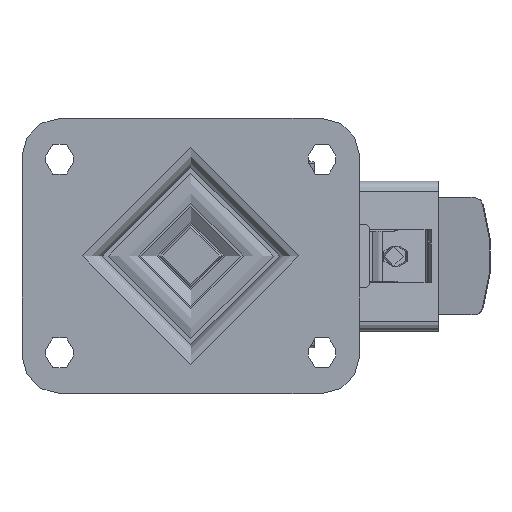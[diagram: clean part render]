
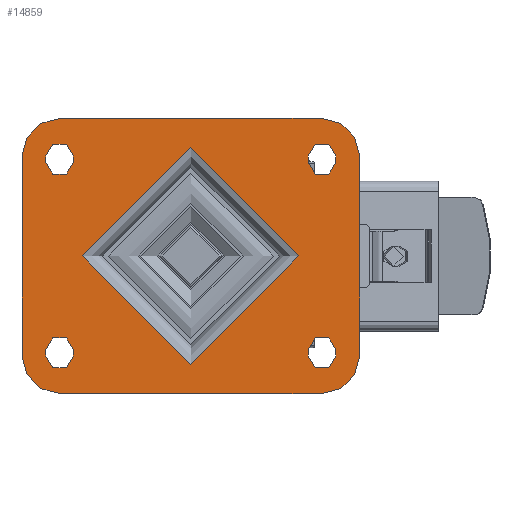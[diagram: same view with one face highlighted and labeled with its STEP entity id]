
A CAD part, top view. The second image highlights one B-rep face of the part: STEP entity #14859.
In plain terms, the highlighted planar face has unit normal (0, 0, 1).
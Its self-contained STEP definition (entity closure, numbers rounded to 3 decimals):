
#523=FACE_BOUND('',#4429,.T.);
#524=FACE_BOUND('',#4430,.T.);
#525=FACE_BOUND('',#4431,.T.);
#526=FACE_BOUND('',#4432,.T.);
#527=FACE_BOUND('',#4433,.T.);
#645=PLANE('',#16194);
#1182=LINE('',#22450,#2280);
#1183=LINE('',#22454,#2281);
#1184=LINE('',#22458,#2282);
#1185=LINE('',#22461,#2283);
#1186=LINE('',#22464,#2284);
#1187=LINE('',#22468,#2285);
#1188=LINE('',#22472,#2286);
#1189=LINE('',#22476,#2287);
#1190=LINE('',#22480,#2288);
#1191=LINE('',#22484,#2289);
#1192=LINE('',#22488,#2290);
#1193=LINE('',#22492,#2291);
#2280=VECTOR('',#18051,1000.);
#2281=VECTOR('',#18054,1000.);
#2282=VECTOR('',#18057,1000.);
#2283=VECTOR('',#18060,1000.);
#2284=VECTOR('',#18061,1000.);
#2285=VECTOR('',#18064,1000.);
#2286=VECTOR('',#18067,1000.);
#2287=VECTOR('',#18070,1000.);
#2288=VECTOR('',#18073,1000.);
#2289=VECTOR('',#18076,1000.);
#2290=VECTOR('',#18079,1000.);
#2291=VECTOR('',#18082,1000.);
#3536=FACE_OUTER_BOUND('',#4428,.T.);
#4428=EDGE_LOOP('',(#10629,#10630,#10631,#10632,#10633,#10634,#10635,#10636));
#4429=EDGE_LOOP('',(#10637,#10638,#10639,#10640));
#4430=EDGE_LOOP('',(#10641,#10642,#10643,#10644));
#4431=EDGE_LOOP('',(#10645,#10646,#10647,#10648));
#4432=EDGE_LOOP('',(#10649,#10650,#10651,#10652));
#4433=EDGE_LOOP('',(#10653));
#6086=CIRCLE('',#16157,43.246);
#6113=CIRCLE('',#16195,15.);
#6114=CIRCLE('',#16196,15.);
#6115=CIRCLE('',#16197,15.);
#6116=CIRCLE('',#16198,15.);
#6117=CIRCLE('',#16199,5.5);
#6118=CIRCLE('',#16200,5.5);
#6119=CIRCLE('',#16201,5.5);
#6120=CIRCLE('',#16202,5.5);
#6121=CIRCLE('',#16203,5.5);
#6122=CIRCLE('',#16204,5.5);
#6123=CIRCLE('',#16205,5.5);
#6124=CIRCLE('',#16206,5.5);
#6827=VERTEX_POINT('',#22357);
#6862=VERTEX_POINT('',#22446);
#6863=VERTEX_POINT('',#22447);
#6864=VERTEX_POINT('',#22449);
#6865=VERTEX_POINT('',#22451);
#6866=VERTEX_POINT('',#22453);
#6867=VERTEX_POINT('',#22455);
#6868=VERTEX_POINT('',#22457);
#6869=VERTEX_POINT('',#22459);
#6870=VERTEX_POINT('',#22462);
#6871=VERTEX_POINT('',#22463);
#6872=VERTEX_POINT('',#22465);
#6873=VERTEX_POINT('',#22467);
#6874=VERTEX_POINT('',#22470);
#6875=VERTEX_POINT('',#22471);
#6876=VERTEX_POINT('',#22473);
#6877=VERTEX_POINT('',#22475);
#6878=VERTEX_POINT('',#22478);
#6879=VERTEX_POINT('',#22479);
#6880=VERTEX_POINT('',#22481);
#6881=VERTEX_POINT('',#22483);
#6882=VERTEX_POINT('',#22486);
#6883=VERTEX_POINT('',#22487);
#6884=VERTEX_POINT('',#22489);
#6885=VERTEX_POINT('',#22491);
#8303=EDGE_CURVE('',#6827,#6827,#6086,.T.);
#8345=EDGE_CURVE('',#6862,#6863,#6113,.T.);
#8346=EDGE_CURVE('',#6864,#6863,#1182,.T.);
#8347=EDGE_CURVE('',#6865,#6864,#6114,.T.);
#8348=EDGE_CURVE('',#6866,#6865,#1183,.T.);
#8349=EDGE_CURVE('',#6867,#6866,#6115,.T.);
#8350=EDGE_CURVE('',#6868,#6867,#1184,.T.);
#8351=EDGE_CURVE('',#6868,#6869,#6116,.T.);
#8352=EDGE_CURVE('',#6862,#6869,#1185,.T.);
#8353=EDGE_CURVE('',#6870,#6871,#1186,.T.);
#8354=EDGE_CURVE('',#6871,#6872,#6117,.T.);
#8355=EDGE_CURVE('',#6872,#6873,#1187,.T.);
#8356=EDGE_CURVE('',#6873,#6870,#6118,.T.);
#8357=EDGE_CURVE('',#6874,#6875,#1188,.T.);
#8358=EDGE_CURVE('',#6875,#6876,#6119,.T.);
#8359=EDGE_CURVE('',#6876,#6877,#1189,.T.);
#8360=EDGE_CURVE('',#6877,#6874,#6120,.T.);
#8361=EDGE_CURVE('',#6878,#6879,#1190,.T.);
#8362=EDGE_CURVE('',#6879,#6880,#6121,.T.);
#8363=EDGE_CURVE('',#6880,#6881,#1191,.T.);
#8364=EDGE_CURVE('',#6881,#6878,#6122,.T.);
#8365=EDGE_CURVE('',#6882,#6883,#1192,.T.);
#8366=EDGE_CURVE('',#6883,#6884,#6123,.T.);
#8367=EDGE_CURVE('',#6884,#6885,#1193,.T.);
#8368=EDGE_CURVE('',#6885,#6882,#6124,.T.);
#10629=ORIENTED_EDGE('',*,*,#8345,.T.);
#10630=ORIENTED_EDGE('',*,*,#8346,.F.);
#10631=ORIENTED_EDGE('',*,*,#8347,.F.);
#10632=ORIENTED_EDGE('',*,*,#8348,.F.);
#10633=ORIENTED_EDGE('',*,*,#8349,.F.);
#10634=ORIENTED_EDGE('',*,*,#8350,.F.);
#10635=ORIENTED_EDGE('',*,*,#8351,.T.);
#10636=ORIENTED_EDGE('',*,*,#8352,.F.);
#10637=ORIENTED_EDGE('',*,*,#8353,.T.);
#10638=ORIENTED_EDGE('',*,*,#8354,.T.);
#10639=ORIENTED_EDGE('',*,*,#8355,.T.);
#10640=ORIENTED_EDGE('',*,*,#8356,.T.);
#10641=ORIENTED_EDGE('',*,*,#8357,.T.);
#10642=ORIENTED_EDGE('',*,*,#8358,.T.);
#10643=ORIENTED_EDGE('',*,*,#8359,.T.);
#10644=ORIENTED_EDGE('',*,*,#8360,.T.);
#10645=ORIENTED_EDGE('',*,*,#8361,.T.);
#10646=ORIENTED_EDGE('',*,*,#8362,.T.);
#10647=ORIENTED_EDGE('',*,*,#8363,.T.);
#10648=ORIENTED_EDGE('',*,*,#8364,.T.);
#10649=ORIENTED_EDGE('',*,*,#8365,.T.);
#10650=ORIENTED_EDGE('',*,*,#8366,.T.);
#10651=ORIENTED_EDGE('',*,*,#8367,.T.);
#10652=ORIENTED_EDGE('',*,*,#8368,.T.);
#10653=ORIENTED_EDGE('',*,*,#8303,.F.);
#14859=ADVANCED_FACE('',(#3536,#523,#524,#525,#526,#527),#645,.T.);
#16157=AXIS2_PLACEMENT_3D('',#22359,#17958,#17959);
#16194=AXIS2_PLACEMENT_3D('',#22445,#18047,#18048);
#16195=AXIS2_PLACEMENT_3D('',#22448,#18049,#18050);
#16196=AXIS2_PLACEMENT_3D('',#22452,#18052,#18053);
#16197=AXIS2_PLACEMENT_3D('',#22456,#18055,#18056);
#16198=AXIS2_PLACEMENT_3D('',#22460,#18058,#18059);
#16199=AXIS2_PLACEMENT_3D('',#22466,#18062,#18063);
#16200=AXIS2_PLACEMENT_3D('',#22469,#18065,#18066);
#16201=AXIS2_PLACEMENT_3D('',#22474,#18068,#18069);
#16202=AXIS2_PLACEMENT_3D('',#22477,#18071,#18072);
#16203=AXIS2_PLACEMENT_3D('',#22482,#18074,#18075);
#16204=AXIS2_PLACEMENT_3D('',#22485,#18077,#18078);
#16205=AXIS2_PLACEMENT_3D('',#22490,#18080,#18081);
#16206=AXIS2_PLACEMENT_3D('',#22493,#18083,#18084);
#17958=DIRECTION('center_axis',(0.,0.,1.));
#17959=DIRECTION('ref_axis',(-1.,0.,0.));
#18047=DIRECTION('center_axis',(0.,0.,1.));
#18048=DIRECTION('ref_axis',(1.,0.,0.));
#18049=DIRECTION('center_axis',(0.,0.,1.));
#18050=DIRECTION('ref_axis',(-1.,0.,0.));
#18051=DIRECTION('',(-1.,0.,0.));
#18052=DIRECTION('center_axis',(0.,0.,-1.));
#18053=DIRECTION('ref_axis',(1.,0.,0.));
#18054=DIRECTION('',(0.,-1.,0.));
#18055=DIRECTION('center_axis',(0.,0.,-1.));
#18056=DIRECTION('ref_axis',(0.,1.,0.));
#18057=DIRECTION('',(1.,0.,0.));
#18058=DIRECTION('center_axis',(0.,0.,1.));
#18059=DIRECTION('ref_axis',(0.,1.,0.));
#18060=DIRECTION('',(0.,1.,0.));
#18061=DIRECTION('',(0.,-1.,0.));
#18062=DIRECTION('center_axis',(0.,0.,-1.));
#18063=DIRECTION('ref_axis',(1.,0.,0.));
#18064=DIRECTION('',(0.,1.,0.));
#18065=DIRECTION('center_axis',(0.,0.,-1.));
#18066=DIRECTION('ref_axis',(1.,0.,0.));
#18067=DIRECTION('',(0.,1.,0.));
#18068=DIRECTION('center_axis',(0.,0.,-1.));
#18069=DIRECTION('ref_axis',(1.,0.,0.));
#18070=DIRECTION('',(0.,-1.,0.));
#18071=DIRECTION('center_axis',(0.,0.,-1.));
#18072=DIRECTION('ref_axis',(1.,0.,0.));
#18073=DIRECTION('',(0.,-1.,0.));
#18074=DIRECTION('center_axis',(0.,0.,-1.));
#18075=DIRECTION('ref_axis',(-1.,0.,0.));
#18076=DIRECTION('',(0.,1.,0.));
#18077=DIRECTION('center_axis',(0.,0.,-1.));
#18078=DIRECTION('ref_axis',(-1.,0.,0.));
#18079=DIRECTION('',(0.,1.,0.));
#18080=DIRECTION('center_axis',(0.,0.,-1.));
#18081=DIRECTION('ref_axis',(-1.,0.,0.));
#18082=DIRECTION('',(0.,-1.,0.));
#18083=DIRECTION('center_axis',(0.,0.,-1.));
#18084=DIRECTION('ref_axis',(-1.,0.,0.));
#22357=CARTESIAN_POINT('',(43.246,0.,0.));
#22359=CARTESIAN_POINT('Origin',(0.,0.,0.));
#22445=CARTESIAN_POINT('Origin',(0.,0.,0.));
#22446=CARTESIAN_POINT('',(-67.5,-40.,0.));
#22447=CARTESIAN_POINT('',(-52.5,-55.,0.));
#22448=CARTESIAN_POINT('Origin',(-52.5,-40.,0.));
#22449=CARTESIAN_POINT('',(52.5,-55.,0.));
#22450=CARTESIAN_POINT('',(52.5,-55.,0.));
#22451=CARTESIAN_POINT('',(67.5,-40.,0.));
#22452=CARTESIAN_POINT('Origin',(52.5,-40.,0.));
#22453=CARTESIAN_POINT('',(67.5,40.,0.));
#22454=CARTESIAN_POINT('',(67.5,40.,0.));
#22455=CARTESIAN_POINT('',(52.5,55.,0.));
#22456=CARTESIAN_POINT('Origin',(52.5,40.,0.));
#22457=CARTESIAN_POINT('',(-52.5,55.,0.));
#22458=CARTESIAN_POINT('',(-52.5,55.,0.));
#22459=CARTESIAN_POINT('',(-67.5,40.,0.));
#22460=CARTESIAN_POINT('Origin',(-52.5,40.,0.));
#22461=CARTESIAN_POINT('',(-67.5,-40.,0.));
#22462=CARTESIAN_POINT('',(-47.,40.,0.));
#22463=CARTESIAN_POINT('',(-47.,37.5,0.));
#22464=CARTESIAN_POINT('',(-47.,37.5,0.));
#22465=CARTESIAN_POINT('',(-58.,37.5,0.));
#22466=CARTESIAN_POINT('Origin',(-52.5,37.5,0.));
#22467=CARTESIAN_POINT('',(-58.,40.,0.));
#22468=CARTESIAN_POINT('',(-58.,37.5,0.));
#22469=CARTESIAN_POINT('Origin',(-52.5,40.,0.));
#22470=CARTESIAN_POINT('',(-58.,-40.,0.));
#22471=CARTESIAN_POINT('',(-58.,-37.5,0.));
#22472=CARTESIAN_POINT('',(-58.,-37.5,0.));
#22473=CARTESIAN_POINT('',(-47.,-37.5,0.));
#22474=CARTESIAN_POINT('Origin',(-52.5,-37.5,0.));
#22475=CARTESIAN_POINT('',(-47.,-40.,0.));
#22476=CARTESIAN_POINT('',(-47.,-37.5,0.));
#22477=CARTESIAN_POINT('Origin',(-52.5,-40.,0.));
#22478=CARTESIAN_POINT('',(58.,40.,0.));
#22479=CARTESIAN_POINT('',(58.,37.5,0.));
#22480=CARTESIAN_POINT('',(58.,37.5,0.));
#22481=CARTESIAN_POINT('',(47.,37.5,0.));
#22482=CARTESIAN_POINT('Origin',(52.5,37.5,0.));
#22483=CARTESIAN_POINT('',(47.,40.,0.));
#22484=CARTESIAN_POINT('',(47.,37.5,0.));
#22485=CARTESIAN_POINT('Origin',(52.5,40.,0.));
#22486=CARTESIAN_POINT('',(47.,-40.,0.));
#22487=CARTESIAN_POINT('',(47.,-37.5,0.));
#22488=CARTESIAN_POINT('',(47.,-37.5,0.));
#22489=CARTESIAN_POINT('',(58.,-37.5,0.));
#22490=CARTESIAN_POINT('Origin',(52.5,-37.5,0.));
#22491=CARTESIAN_POINT('',(58.,-40.,0.));
#22492=CARTESIAN_POINT('',(58.,-37.5,0.));
#22493=CARTESIAN_POINT('Origin',(52.5,-40.,0.));
